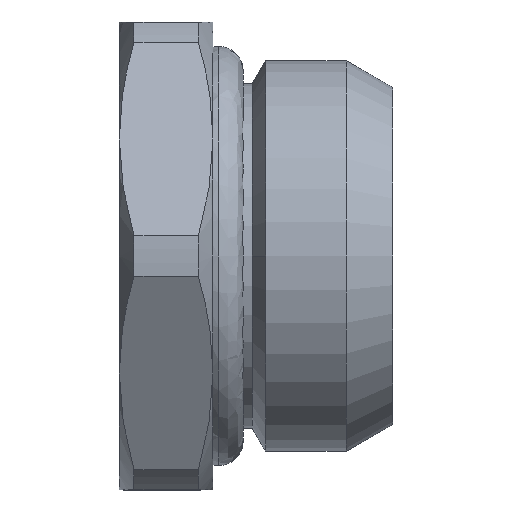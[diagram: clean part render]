
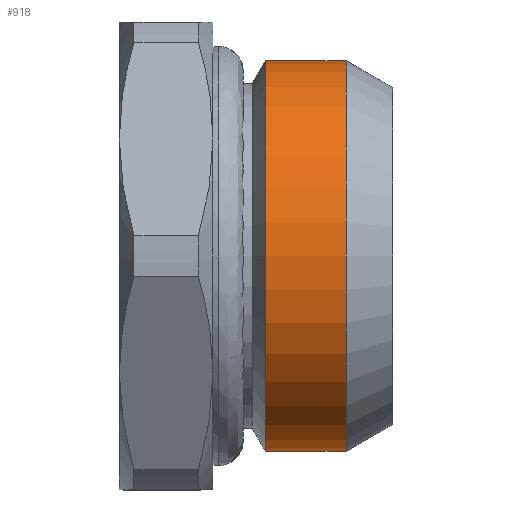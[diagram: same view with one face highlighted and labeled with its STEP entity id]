
A CAD part, left-side view. The second image highlights one B-rep face of the part: STEP entity #918.
In plain terms, the highlighted cylindrical face has radius 10.435 mm (diameter 20.87 mm), a partial arc.
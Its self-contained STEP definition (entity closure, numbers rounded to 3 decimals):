
#62 = ORIENTED_EDGE ( 'NONE', *, *, #1897, .F. ) ;
#84 = AXIS2_PLACEMENT_3D ( 'NONE', #2019, #2024, #2026 ) ;
#102 = ORIENTED_EDGE ( 'NONE', *, *, #1708, .T. ) ;
#149 = VERTEX_POINT ( 'NONE', #1853 ) ;
#247 = CARTESIAN_POINT ( 'NONE',  ( 0., 0., 0. ) ) ;
#257 = DIRECTION ( 'NONE',  ( 0., -1., 0. ) ) ;
#321 = ORIENTED_EDGE ( 'NONE', *, *, #1905, .F. ) ;
#332 = CARTESIAN_POINT ( 'NONE',  ( 0., 0., -10.435 ) ) ;
#434 = DIRECTION ( 'NONE',  ( 0., -1., 0. ) ) ;
#458 = LINE ( 'NONE', #1344, #507 ) ;
#479 = ORIENTED_EDGE ( 'NONE', *, *, #963, .T. ) ;
#485 = CIRCLE ( 'NONE', #1071, 10.435 ) ;
#507 = VECTOR ( 'NONE', #817, 1000. ) ;
#554 = VERTEX_POINT ( 'NONE', #953 ) ;
#647 = CIRCLE ( 'NONE', #1239, 10.435 ) ;
#817 = DIRECTION ( 'NONE',  ( 0., -1., 0. ) ) ;
#825 = CARTESIAN_POINT ( 'NONE',  ( 0., 2.485, 10.435 ) ) ;
#844 = EDGE_CURVE ( 'NONE', #149, #554, #1084, .T. ) ;
#855 = EDGE_LOOP ( 'NONE', ( #321, #1566, #102, #479, #62 ) ) ;
#918 = ADVANCED_FACE ( 'NONE', ( #1343 ), #2067, .T. ) ;
#953 = CARTESIAN_POINT ( 'NONE',  ( -10.435, 6.787, 0. ) ) ;
#963 = EDGE_CURVE ( 'NONE', #1002, #1031, #1372, .T. ) ;
#1002 = VERTEX_POINT ( 'NONE', #1589 ) ;
#1031 = VERTEX_POINT ( 'NONE', #2012 ) ;
#1071 = AXIS2_PLACEMENT_3D ( 'NONE', #1977, #257, #1627 ) ;
#1084 = CIRCLE ( 'NONE', #84, 10.435 ) ;
#1239 = AXIS2_PLACEMENT_3D ( 'NONE', #1282, #1289, #1297 ) ;
#1282 = CARTESIAN_POINT ( 'NONE',  ( 0., 6.787, 0. ) ) ;
#1289 = DIRECTION ( 'NONE',  ( 0., -1., 0. ) ) ;
#1297 = DIRECTION ( 'NONE',  ( 0., 0., -1. ) ) ;
#1343 = FACE_OUTER_BOUND ( 'NONE', #855, .T. ) ;
#1344 = CARTESIAN_POINT ( 'NONE',  ( 0., 0., 10.435 ) ) ;
#1372 = LINE ( 'NONE', #332, #2014 ) ;
#1400 = AXIS2_PLACEMENT_3D ( 'NONE', #247, #2081, #2070 ) ;
#1488 = VERTEX_POINT ( 'NONE', #825 ) ;
#1566 = ORIENTED_EDGE ( 'NONE', *, *, #844, .T. ) ;
#1589 = CARTESIAN_POINT ( 'NONE',  ( 0., 6.787, -10.435 ) ) ;
#1627 = DIRECTION ( 'NONE',  ( 0., 0., 1. ) ) ;
#1708 = EDGE_CURVE ( 'NONE', #554, #1002, #647, .T. ) ;
#1853 = CARTESIAN_POINT ( 'NONE',  ( 0., 6.787, 10.435 ) ) ;
#1897 = EDGE_CURVE ( 'NONE', #1488, #1031, #485, .T. ) ;
#1905 = EDGE_CURVE ( 'NONE', #149, #1488, #458, .T. ) ;
#1977 = CARTESIAN_POINT ( 'NONE',  ( 0., 2.485, 0. ) ) ;
#2012 = CARTESIAN_POINT ( 'NONE',  ( 0., 2.485, -10.435 ) ) ;
#2014 = VECTOR ( 'NONE', #434, 1000. ) ;
#2019 = CARTESIAN_POINT ( 'NONE',  ( 0., 6.787, 0. ) ) ;
#2024 = DIRECTION ( 'NONE',  ( 0., -1., 0. ) ) ;
#2026 = DIRECTION ( 'NONE',  ( 0., 0., -1. ) ) ;
#2067 = CYLINDRICAL_SURFACE ( 'NONE', #1400, 10.435 ) ;
#2070 = DIRECTION ( 'NONE',  ( 0., 0., -1. ) ) ;
#2081 = DIRECTION ( 'NONE',  ( 0., -1., 0. ) ) ;
